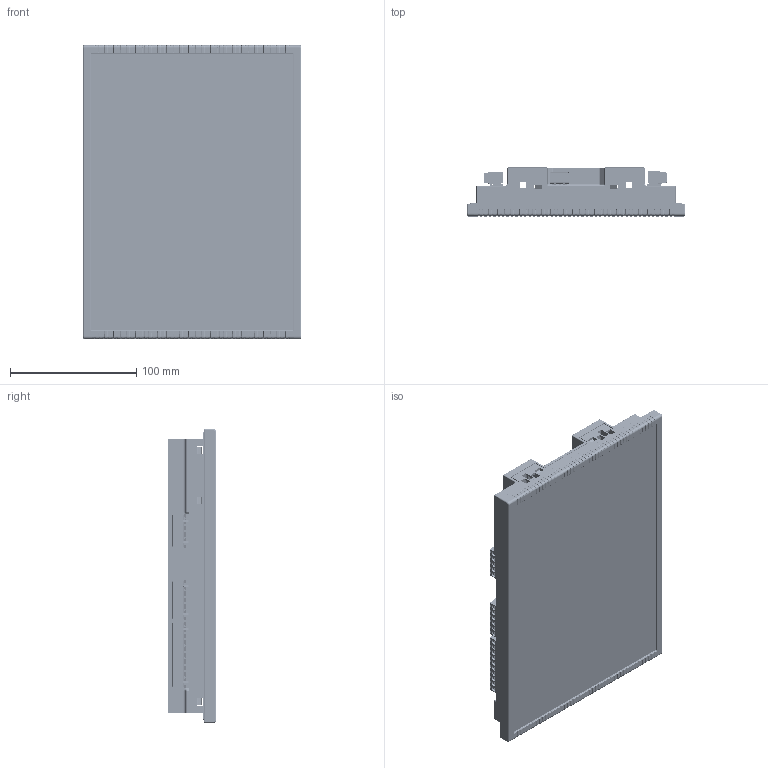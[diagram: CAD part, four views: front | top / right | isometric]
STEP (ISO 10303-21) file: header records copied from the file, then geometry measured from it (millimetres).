
FILE_DESCRIPTION(/* description */ (''),/* implementation_level */ '2;1');
FILE_NAME(/* name */ 'SGC_420_421_3D CAD_20240710.stp',/* time_stamp */ '2024-07-10T14:26:22+02:00',/* author */ ('JDI'),/* organization */ (''),/* preprocessor_version */ 'ST-DEVELOPER v19.2',/* originating_system */ 'Autodesk Inventor 2023',/* authorisation */ '');
FILE_SCHEMA (('AUTOMOTIVE_DESIGN { 1 0 10303 214 3 1 1 }'));
Products named in the file (1): SGC_420_421_Assembly_Simplify_1
Bounding box: 173 x 38.5 x 233 mm (x, y, z)
Volume: 613588.4 mm3; surface area: 314575 mm2
Topology: 1 solids, 1 shells, 10710 faces, 28508 edges, 17723 vertices
Faces by surface type: plane 5735, cylinder 3022, bspline 785, torus 609, cone 296, sphere 263
Full cylindrical faces by diameter (mm): 0.434 x2, 0.609 x2, 1.4 x14, 1.53 x9, 3 x12, 3.783 x14, 4 x23, 4.05 x12, 6 x3
Entity records: 424143 total; most frequent: CARTESIAN_POINT 147834, ORIENTED_EDGE 56832, DIRECTION 54120, EDGE_CURVE 28416, LINE 18636, VECTOR 18636, AXIS2_PLACEMENT_3D 17742, VERTEX_POINT 17723
